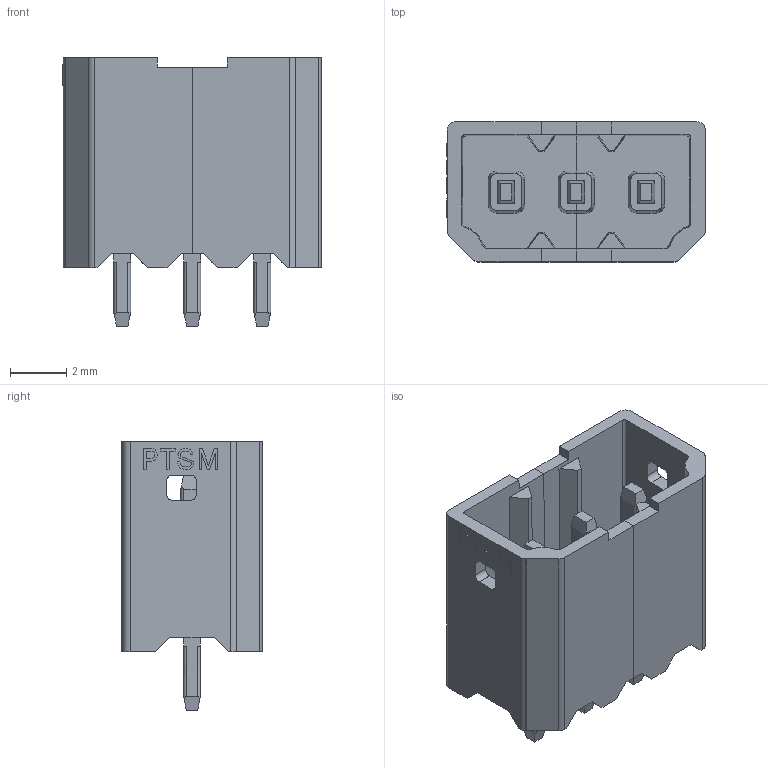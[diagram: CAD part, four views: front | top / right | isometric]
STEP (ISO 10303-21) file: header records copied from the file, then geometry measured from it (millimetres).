
FILE_DESCRIPTION(('STEP AP214'),'1');
FILE_NAME('cctmp_B15A3502-CD5C-4EC6-A5BB-31D629818FB7_2023_08_02_10_51_35_0901_9872..stp','2023-08-02T10:51:36',('PHOENIX CONTACT Deutschland GmbH'),('CADClick - www.CADClick.com'),'Spatial InterOp 3D',' ','unknown authorization');
FILE_SCHEMA(('AUTOMOTIVE_DESIGN'));
Length unit declared in the file: millimetre
Products named in the file (5): 2023_08_02_10_51_35_0698; 2023_08_02_10_51_35_0901; 2023_08_02_10_51_35_0886; 2023_08_02_10_51_35_0870; 2023_08_02_10_51_35_0839
Assembly tree (4 placements, depth 2):
  2023_08_02_10_51_35_0698
    2023_08_02_10_51_35_0901
    2023_08_02_10_51_35_0886
    2023_08_02_10_51_35_0870
    2023_08_02_10_51_35_0839
Bounding box: 9.22 x 5 x 9.6 mm (x, y, z)
Volume: 174.3 mm3; surface area: 565.7 mm2
Topology: 5 solids, 5 shells, 556 faces, 1608 edges, 1069 vertices
Faces by surface type: plane 436, cylinder 92, cone 28
Entity records: 37560 total; most frequent: CARTESIAN_POINT 5878, ORIENTED_EDGE 3216, STYLED_ITEM 3067, PRESENTATION_STYLE_ASSIGNMENT 3067, COLOUR_RGB 3067, DIRECTION 2754, EDGE_CURVE 1608, CURVE_STYLE 1551
